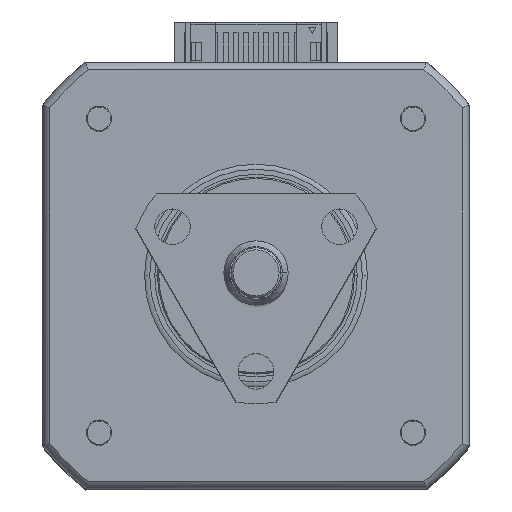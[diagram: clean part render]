
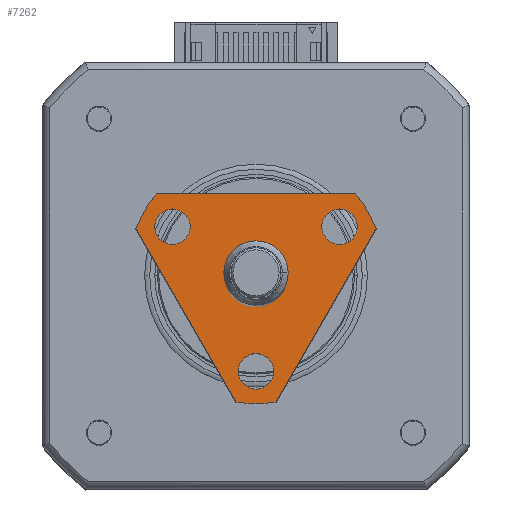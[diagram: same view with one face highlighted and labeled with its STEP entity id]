
A CAD part, top view. The second image highlights one B-rep face of the part: STEP entity #7262.
In plain terms, the highlighted planar face has unit normal (0, 0, 1).
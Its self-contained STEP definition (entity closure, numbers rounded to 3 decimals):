
#777 = VERTEX_POINT ( 'NONE', #35197 ) ;
#834 = DIRECTION ( 'NONE',  ( 0., 0., -1. ) ) ;
#974 = ORIENTED_EDGE ( 'NONE', *, *, #31410, .F. ) ;
#1378 = EDGE_CURVE ( 'NONE', #19245, #32578, #17404, .T. ) ;
#1773 = ORIENTED_EDGE ( 'NONE', *, *, #12873, .F. ) ;
#1893 = CARTESIAN_POINT ( 'NONE',  ( -4.542, 11.86, 34. ) ) ;
#1953 = AXIS2_PLACEMENT_3D ( 'NONE', #31270, #16905, #25458 ) ;
#2546 = AXIS2_PLACEMENT_3D ( 'NONE', #28332, #30991, #5847 ) ;
#2619 = CIRCLE ( 'NONE', #32287, 12.7 ) ;
#3172 = VERTEX_POINT ( 'NONE', #23779 ) ;
#3341 = DIRECTION ( 'NONE',  ( -1., 0., 0. ) ) ;
#3381 = FACE_BOUND ( 'NONE', #7470, .T. ) ;
#3522 = CARTESIAN_POINT ( 'NONE',  ( 0., 0., 34. ) ) ;
#3782 = CIRCLE ( 'NONE', #12673, 12.7 ) ;
#3851 = CARTESIAN_POINT ( 'NONE',  ( -4.542, -11.86, 34. ) ) ;
#4095 = CIRCLE ( 'NONE', #32929, 1.75 ) ;
#4272 = CARTESIAN_POINT ( 'NONE',  ( 3., 0., 34. ) ) ;
#4510 = ORIENTED_EDGE ( 'NONE', *, *, #33389, .F. ) ;
#4572 = CARTESIAN_POINT ( 'NONE',  ( 12.7, 0., 34. ) ) ;
#4745 = LINE ( 'NONE', #23805, #20929 ) ;
#4827 = CIRCLE ( 'NONE', #32557, 12.7 ) ;
#5117 = DIRECTION ( 'NONE',  ( 1., 0., 0. ) ) ;
#5139 = EDGE_LOOP ( 'NONE', ( #1773, #35674 ) ) ;
#5484 = DIRECTION ( 'NONE',  ( 0., 0., 1. ) ) ;
#5607 = AXIS2_PLACEMENT_3D ( 'NONE', #35968, #16444, #22307 ) ;
#5847 = DIRECTION ( 'NONE',  ( -1., 0., 0. ) ) ;
#6045 = CARTESIAN_POINT ( 'NONE',  ( 0., 0., 34. ) ) ;
#6078 = EDGE_CURVE ( 'NONE', #32469, #6737, #2619, .T. ) ;
#6114 = CARTESIAN_POINT ( 'NONE',  ( 9.525, 0., 34. ) ) ;
#6147 = PLANE ( 'NONE',  #1953 ) ;
#6161 = CARTESIAN_POINT ( 'NONE',  ( -4.762, -8.249, 34. ) ) ;
#6737 = VERTEX_POINT ( 'NONE', #25223 ) ;
#7262 = ADVANCED_FACE ( 'NONE', ( #14334, #3381, #32211, #15206, #11265 ), #6147, .F. ) ;
#7470 = EDGE_LOOP ( 'NONE', ( #8488, #974 ) ) ;
#7692 = CIRCLE ( 'NONE', #17705, 1.75 ) ;
#8071 = CARTESIAN_POINT ( 'NONE',  ( 0., 0., 34. ) ) ;
#8488 = ORIENTED_EDGE ( 'NONE', *, *, #31750, .F. ) ;
#8497 = LINE ( 'NONE', #24796, #31173 ) ;
#9011 = CARTESIAN_POINT ( 'NONE',  ( 11.275, 0., 34. ) ) ;
#9771 = VERTEX_POINT ( 'NONE', #34695 ) ;
#10046 = VERTEX_POINT ( 'NONE', #24560 ) ;
#10794 = VERTEX_POINT ( 'NONE', #1893 ) ;
#11265 = FACE_OUTER_BOUND ( 'NONE', #25850, .T. ) ;
#11416 = VERTEX_POINT ( 'NONE', #4272 ) ;
#11428 = DIRECTION ( 'NONE',  ( 1., 0., 0. ) ) ;
#11610 = EDGE_CURVE ( 'NONE', #6737, #26814, #8497, .T. ) ;
#11781 = VECTOR ( 'NONE', #34523, 1000. ) ;
#11825 = ORIENTED_EDGE ( 'NONE', *, *, #1378, .F. ) ;
#11904 = DIRECTION ( 'NONE',  ( 0., 0., 1. ) ) ;
#12641 = EDGE_CURVE ( 'NONE', #777, #33061, #34996, .T. ) ;
#12673 = AXIS2_PLACEMENT_3D ( 'NONE', #6045, #34009, #11428 ) ;
#12873 = EDGE_CURVE ( 'NONE', #11416, #9771, #22324, .T. ) ;
#12915 = CARTESIAN_POINT ( 'NONE',  ( 0., 0., 34. ) ) ;
#13082 = ORIENTED_EDGE ( 'NONE', *, *, #11610, .F. ) ;
#13270 = DIRECTION ( 'NONE',  ( 1., 0., 0. ) ) ;
#13786 = DIRECTION ( 'NONE',  ( 0., 0., 1. ) ) ;
#13826 = EDGE_CURVE ( 'NONE', #10794, #19245, #4745, .T. ) ;
#13957 = LINE ( 'NONE', #31689, #11781 ) ;
#14322 = ORIENTED_EDGE ( 'NONE', *, *, #16726, .F. ) ;
#14334 = FACE_BOUND ( 'NONE', #5139, .T. ) ;
#15206 = FACE_BOUND ( 'NONE', #22371, .T. ) ;
#15327 = CARTESIAN_POINT ( 'NONE',  ( -4.762, -8.249, 34. ) ) ;
#15395 = DIRECTION ( 'NONE',  ( 0., 0., 1. ) ) ;
#15931 = CARTESIAN_POINT ( 'NONE',  ( 12.542, 1.996, 34. ) ) ;
#16444 = DIRECTION ( 'NONE',  ( 0., 0., 1. ) ) ;
#16479 = DIRECTION ( 'NONE',  ( 0., 1., 0. ) ) ;
#16715 = DIRECTION ( 'NONE',  ( -1., 0., 0. ) ) ;
#16726 = EDGE_CURVE ( 'NONE', #30748, #3172, #28615, .T. ) ;
#16905 = DIRECTION ( 'NONE',  ( 0., 0., -1. ) ) ;
#17285 = AXIS2_PLACEMENT_3D ( 'NONE', #15327, #18129, #17894 ) ;
#17404 = CIRCLE ( 'NONE', #19702, 12.7 ) ;
#17530 = CIRCLE ( 'NONE', #2546, 1.75 ) ;
#17686 = CARTESIAN_POINT ( 'NONE',  ( -6.512, -8.249, 34. ) ) ;
#17705 = AXIS2_PLACEMENT_3D ( 'NONE', #27495, #13786, #16715 ) ;
#17894 = DIRECTION ( 'NONE',  ( -1., 0., 0. ) ) ;
#18129 = DIRECTION ( 'NONE',  ( 0., 0., 1. ) ) ;
#18198 = CARTESIAN_POINT ( 'NONE',  ( -4.762, 8.249, 34. ) ) ;
#18854 = AXIS2_PLACEMENT_3D ( 'NONE', #6114, #31247, #23225 ) ;
#18971 = DIRECTION ( 'NONE',  ( 1., 0., 0. ) ) ;
#18995 = VERTEX_POINT ( 'NONE', #17686 ) ;
#19245 = VERTEX_POINT ( 'NONE', #15931 ) ;
#19702 = AXIS2_PLACEMENT_3D ( 'NONE', #12915, #32434, #13270 ) ;
#20929 = VECTOR ( 'NONE', #34658, 1000. ) ;
#21000 = DIRECTION ( 'NONE',  ( -1., 0., 0. ) ) ;
#21012 = CIRCLE ( 'NONE', #26129, 3. ) ;
#22021 = ORIENTED_EDGE ( 'NONE', *, *, #28898, .F. ) ;
#22307 = DIRECTION ( 'NONE',  ( 1., 0., 0. ) ) ;
#22324 = CIRCLE ( 'NONE', #5607, 3. ) ;
#22371 = EDGE_LOOP ( 'NONE', ( #4510, #28785 ) ) ;
#23225 = DIRECTION ( 'NONE',  ( -1., 0., 0. ) ) ;
#23386 = EDGE_CURVE ( 'NONE', #9771, #11416, #21012, .T. ) ;
#23403 = ORIENTED_EDGE ( 'NONE', *, *, #35438, .F. ) ;
#23476 = EDGE_CURVE ( 'NONE', #32578, #24808, #4827, .T. ) ;
#23779 = CARTESIAN_POINT ( 'NONE',  ( 7.775, 0., 34. ) ) ;
#23805 = CARTESIAN_POINT ( 'NONE',  ( -4.542, 11.86, 34. ) ) ;
#23928 = ORIENTED_EDGE ( 'NONE', *, *, #30608, .F. ) ;
#24560 = CARTESIAN_POINT ( 'NONE',  ( -3.012, -8.249, 34. ) ) ;
#24796 = CARTESIAN_POINT ( 'NONE',  ( -8., 0., 34. ) ) ;
#24808 = VERTEX_POINT ( 'NONE', #27122 ) ;
#24811 = CARTESIAN_POINT ( 'NONE',  ( 0., 0., 34. ) ) ;
#25223 = CARTESIAN_POINT ( 'NONE',  ( -8., -9.864, 34. ) ) ;
#25458 = DIRECTION ( 'NONE',  ( -1., 0., 0. ) ) ;
#25850 = EDGE_LOOP ( 'NONE', ( #28326, #23403, #13082, #35418, #22021, #31305, #11825 ) ) ;
#26129 = AXIS2_PLACEMENT_3D ( 'NONE', #8071, #5484, #5117 ) ;
#26814 = VERTEX_POINT ( 'NONE', #26889 ) ;
#26889 = CARTESIAN_POINT ( 'NONE',  ( -8., 9.864, 34. ) ) ;
#27122 = CARTESIAN_POINT ( 'NONE',  ( 12.542, -1.996, 34. ) ) ;
#27495 = CARTESIAN_POINT ( 'NONE',  ( 9.525, 0., 34. ) ) ;
#27637 = DIRECTION ( 'NONE',  ( 0., 0., -1. ) ) ;
#28326 = ORIENTED_EDGE ( 'NONE', *, *, #13826, .F. ) ;
#28332 = CARTESIAN_POINT ( 'NONE',  ( -4.762, 8.249, 34. ) ) ;
#28615 = CIRCLE ( 'NONE', #18854, 1.75 ) ;
#28785 = ORIENTED_EDGE ( 'NONE', *, *, #12641, .F. ) ;
#28898 = EDGE_CURVE ( 'NONE', #24808, #32469, #13957, .T. ) ;
#30608 = EDGE_CURVE ( 'NONE', #3172, #30748, #7692, .T. ) ;
#30748 = VERTEX_POINT ( 'NONE', #9011 ) ;
#30991 = DIRECTION ( 'NONE',  ( 0., 0., 1. ) ) ;
#31173 = VECTOR ( 'NONE', #16479, 1000. ) ;
#31247 = DIRECTION ( 'NONE',  ( 0., 0., 1. ) ) ;
#31270 = CARTESIAN_POINT ( 'NONE',  ( 0., 0., 34. ) ) ;
#31305 = ORIENTED_EDGE ( 'NONE', *, *, #23476, .F. ) ;
#31410 = EDGE_CURVE ( 'NONE', #10046, #18995, #4095, .T. ) ;
#31689 = CARTESIAN_POINT ( 'NONE',  ( 12.542, -1.996, 34. ) ) ;
#31750 = EDGE_CURVE ( 'NONE', #18995, #10046, #33400, .T. ) ;
#32211 = FACE_BOUND ( 'NONE', #33896, .T. ) ;
#32287 = AXIS2_PLACEMENT_3D ( 'NONE', #3522, #834, #34178 ) ;
#32434 = DIRECTION ( 'NONE',  ( 0., 0., -1. ) ) ;
#32469 = VERTEX_POINT ( 'NONE', #3851 ) ;
#32557 = AXIS2_PLACEMENT_3D ( 'NONE', #24811, #27637, #18971 ) ;
#32578 = VERTEX_POINT ( 'NONE', #4572 ) ;
#32929 = AXIS2_PLACEMENT_3D ( 'NONE', #6161, #11904, #3341 ) ;
#33061 = VERTEX_POINT ( 'NONE', #34817 ) ;
#33389 = EDGE_CURVE ( 'NONE', #33061, #777, #17530, .T. ) ;
#33400 = CIRCLE ( 'NONE', #17285, 1.75 ) ;
#33896 = EDGE_LOOP ( 'NONE', ( #23928, #14322 ) ) ;
#34009 = DIRECTION ( 'NONE',  ( 0., 0., -1. ) ) ;
#34178 = DIRECTION ( 'NONE',  ( 1., 0., 0. ) ) ;
#34523 = DIRECTION ( 'NONE',  ( -0.866, -0.5, 0. ) ) ;
#34658 = DIRECTION ( 'NONE',  ( 0.866, -0.5, 0. ) ) ;
#34695 = CARTESIAN_POINT ( 'NONE',  ( -3., 0., 34. ) ) ;
#34817 = CARTESIAN_POINT ( 'NONE',  ( -6.512, 8.249, 34. ) ) ;
#34996 = CIRCLE ( 'NONE', #35773, 1.75 ) ;
#35197 = CARTESIAN_POINT ( 'NONE',  ( -3.012, 8.249, 34. ) ) ;
#35418 = ORIENTED_EDGE ( 'NONE', *, *, #6078, .F. ) ;
#35438 = EDGE_CURVE ( 'NONE', #26814, #10794, #3782, .T. ) ;
#35674 = ORIENTED_EDGE ( 'NONE', *, *, #23386, .F. ) ;
#35773 = AXIS2_PLACEMENT_3D ( 'NONE', #18198, #15395, #21000 ) ;
#35968 = CARTESIAN_POINT ( 'NONE',  ( 0., 0., 34. ) ) ;
